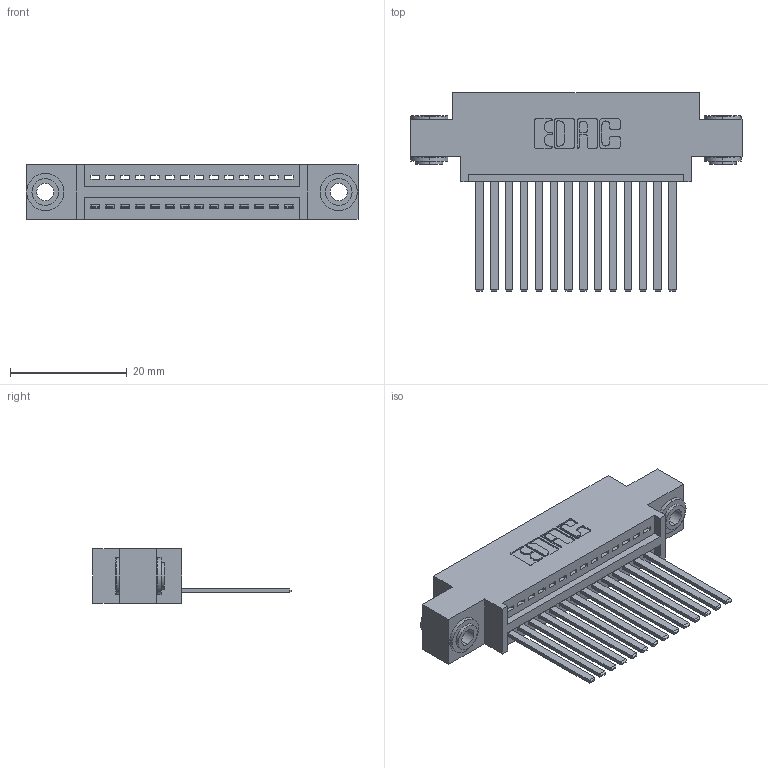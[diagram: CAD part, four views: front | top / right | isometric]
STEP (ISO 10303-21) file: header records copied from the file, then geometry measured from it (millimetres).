
FILE_DESCRIPTION (( 'STEP AP203' ), '1' );
FILE_NAME ('345-014-544-603.STEP', '2018-08-18T17:44:27', ( '' ), ( '' ), 'SwSTEP 2.0', 'SolidWorks 2016', '' );
FILE_SCHEMA (( 'CONFIG_CONTROL_DESIGN' ));
Length unit declared in the file: inch
Products named in the file (4): 345-014-544-603; 345 Part_0.170 Offset - 0.156 Dia-TH; 345-292-001_345-293-144; 345-250-002_345-250-002-102
Assembly tree (17 placements, depth 2):
  345-014-544-603
    345 Part_0.170 Offset - 0.156 Dia-TH
    345-292-001_345-293-144  x14
    345-250-002_345-250-002-102  x2
Bounding box: 56.77 x 33.96 x 9.4 mm (x, y, z)
Volume: 5230.8 mm3; surface area: 7398.4 mm2
Topology: 17 solids, 17 shells, 896 faces, 2641 edges, 1738 vertices
Faces by surface type: plane 598, cylinder 290, cone 8
Entity records: 14904 total; most frequent: CARTESIAN_POINT 2561, ORIENTED_EDGE 2502, DIRECTION 2305, EDGE_CURVE 1251, VECTOR 1043, LINE 1043, VERTEX_POINT 830, AXIS2_PLACEMENT_3D 631
